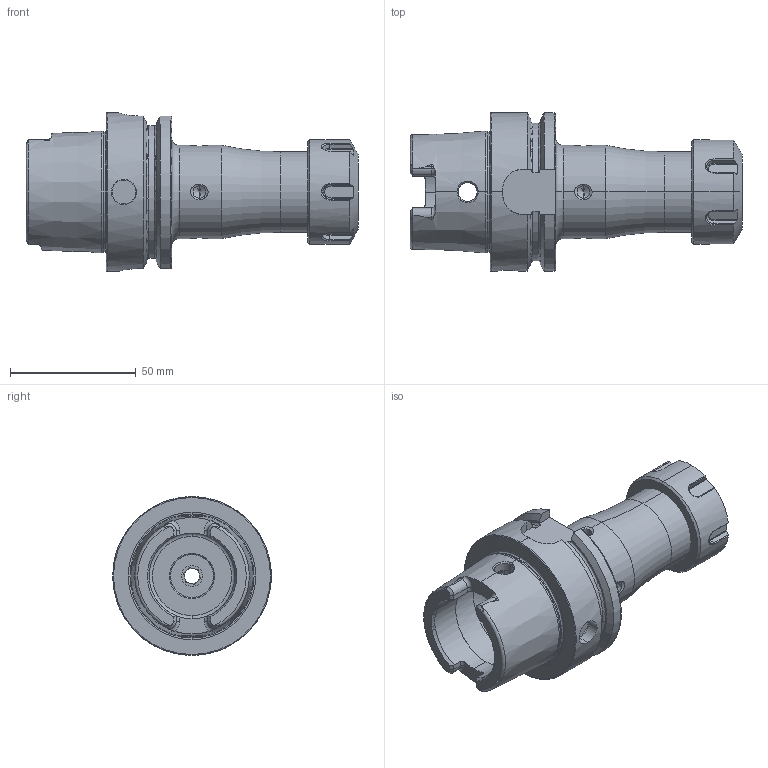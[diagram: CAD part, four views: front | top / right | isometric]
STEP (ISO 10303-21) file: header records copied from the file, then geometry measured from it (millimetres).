
FILE_DESCRIPTION (( 'STEP AP203' ), '1' );
FILE_NAME ('HA6.E25.K01.100.STEP', '2012-12-03T09:51:43', ( 'baer' ), ( 'Hewlett-Packard Company' ), 'SwSTEP 2.0', 'SolidWorks 2012', '' );
FILE_SCHEMA (( 'CONFIG_CONTROL_DESIGN' ));
Length unit declared in the file: millimetre
Products named in the file (4): HA6.E25.K01.100; ERU-AN5.K01.020_A; E25-ER1.001.020; HA6-E25.K01.100_C_Fertigbearbeitung
Assembly tree (3 placements, depth 2):
  HA6.E25.K01.100
    HA6-E25.K01.100_C_Fertigbearbeitung
    E25-ER1.001.020
    ERU-AN5.K01.020_A
Bounding box: 131.9 x 63 x 63 mm (x, y, z)
Volume: 137921.8 mm3; surface area: 39508.8 mm2
Topology: 3 solids, 3 shells, 346 faces, 879 edges, 536 vertices
Faces by surface type: plane 131, cone 82, cylinder 80, torus 41, bspline 12
Entity records: 12766 total; most frequent: CARTESIAN_POINT 4306, ORIENTED_EDGE 1742, DIRECTION 1626, EDGE_CURVE 871, AXIS2_PLACEMENT_3D 630, VERTEX_POINT 536, LINE 366, VECTOR 366
